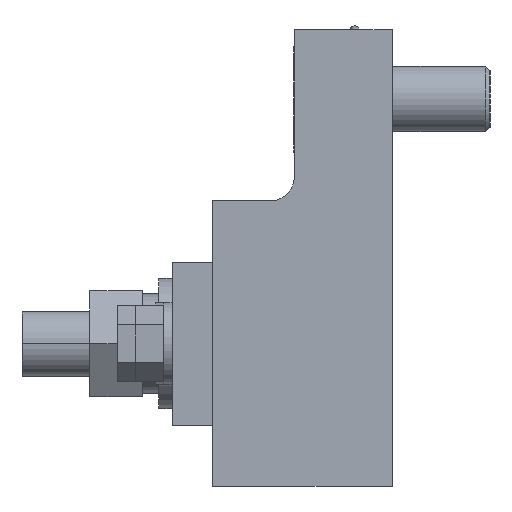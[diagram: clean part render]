
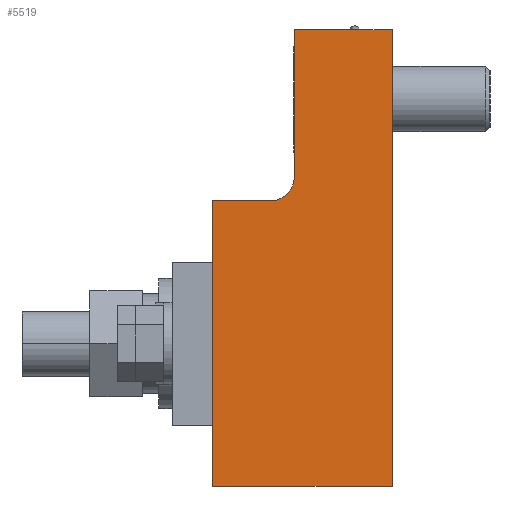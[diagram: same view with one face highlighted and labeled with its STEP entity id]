
A CAD part, left-side view. The second image highlights one B-rep face of the part: STEP entity #5519.
In plain terms, the highlighted face is planar.
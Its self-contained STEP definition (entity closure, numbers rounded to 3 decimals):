
#45 = EDGE_CURVE ( 'NONE', #1725, #2698, #9165, .T. ) ;
#74 = DIRECTION ( 'NONE',  ( -1., 0., 0. ) ) ;
#164 = CARTESIAN_POINT ( 'NONE',  ( -21.5, 0., 11. ) ) ;
#420 = ORIENTED_EDGE ( 'NONE', *, *, #5575, .F. ) ;
#492 = CARTESIAN_POINT ( 'NONE',  ( -74., 22., 11. ) ) ;
#720 = CARTESIAN_POINT ( 'NONE',  ( -77.5, 0., 11. ) ) ;
#1025 = CARTESIAN_POINT ( 'NONE',  ( -77.5, 22., 11. ) ) ;
#1073 = DIRECTION ( 'NONE',  ( 0., -1., 0. ) ) ;
#1154 = ORIENTED_EDGE ( 'NONE', *, *, #6258, .T. ) ;
#1292 = LINE ( 'NONE', #720, #7339 ) ;
#1725 = VERTEX_POINT ( 'NONE', #5975 ) ;
#1739 = CARTESIAN_POINT ( 'NONE',  ( -42.5, 22., 11. ) ) ;
#1867 = CARTESIAN_POINT ( 'NONE',  ( -77.5, 0., 11. ) ) ;
#2042 = DIRECTION ( 'NONE',  ( 0., 0., -1. ) ) ;
#2317 = CARTESIAN_POINT ( 'NONE',  ( -21.5, 0., 11. ) ) ;
#2489 = VECTOR ( 'NONE', #1073, 1000. ) ;
#2615 = CARTESIAN_POINT ( 'NONE',  ( -77.5, 0., 11. ) ) ;
#2698 = VERTEX_POINT ( 'NONE', #4437 ) ;
#3033 = AXIS2_PLACEMENT_3D ( 'NONE', #9271, #2042, #74 ) ;
#3332 = VECTOR ( 'NONE', #6846, 1000. ) ;
#3347 = FACE_OUTER_BOUND ( 'NONE', #11164, .T. ) ;
#3472 = VECTOR ( 'NONE', #5552, 1000. ) ;
#3609 = DIRECTION ( 'NONE',  ( 1., 0., 0. ) ) ;
#3990 = VERTEX_POINT ( 'NONE', #8895 ) ;
#4209 = CARTESIAN_POINT ( 'NONE',  ( -39.5, 12., 11. ) ) ;
#4312 = ORIENTED_EDGE ( 'NONE', *, *, #7804, .T. ) ;
#4437 = CARTESIAN_POINT ( 'NONE',  ( -39.5, 12., 11. ) ) ;
#4438 = ORIENTED_EDGE ( 'NONE', *, *, #45, .T. ) ;
#5519 = ADVANCED_FACE ( 'NONE', ( #3347 ), #7385, .F. ) ;
#5552 = DIRECTION ( 'NONE',  ( 0., 1., 0. ) ) ;
#5575 = EDGE_CURVE ( 'NONE', #1725, #8504, #11239, .T. ) ;
#5975 = CARTESIAN_POINT ( 'NONE',  ( -21.5, 12., 11. ) ) ;
#6190 = VERTEX_POINT ( 'NONE', #1025 ) ;
#6258 = EDGE_CURVE ( 'NONE', #3990, #11019, #9374, .T. ) ;
#6639 = CIRCLE ( 'NONE', #9749, 3. ) ;
#6786 = EDGE_CURVE ( 'NONE', #10379, #8504, #7790, .T. ) ;
#6846 = DIRECTION ( 'NONE',  ( -1., 0., 0. ) ) ;
#6863 = ORIENTED_EDGE ( 'NONE', *, *, #10798, .T. ) ;
#7219 = VECTOR ( 'NONE', #3609, 1000. ) ;
#7339 = VECTOR ( 'NONE', #8044, 1000. ) ;
#7385 = PLANE ( 'NONE',  #3033 ) ;
#7790 = LINE ( 'NONE', #2615, #7219 ) ;
#7804 = EDGE_CURVE ( 'NONE', #6190, #10379, #1292, .T. ) ;
#8044 = DIRECTION ( 'NONE',  ( 0., -1., 0. ) ) ;
#8053 = DIRECTION ( 'NONE',  ( 1., 0., 0. ) ) ;
#8504 = VERTEX_POINT ( 'NONE', #2317 ) ;
#8562 = LINE ( 'NONE', #492, #3332 ) ;
#8895 = CARTESIAN_POINT ( 'NONE',  ( -42.5, 15., 11. ) ) ;
#9081 = ORIENTED_EDGE ( 'NONE', *, *, #10879, .T. ) ;
#9165 = LINE ( 'NONE', #4209, #10877 ) ;
#9271 = CARTESIAN_POINT ( 'NONE',  ( -77.5, 22., 11. ) ) ;
#9283 = ORIENTED_EDGE ( 'NONE', *, *, #6786, .T. ) ;
#9305 = CARTESIAN_POINT ( 'NONE',  ( -42.5, 27., 11. ) ) ;
#9374 = LINE ( 'NONE', #9305, #3472 ) ;
#9749 = AXIS2_PLACEMENT_3D ( 'NONE', #10871, #10836, #8053 ) ;
#10379 = VERTEX_POINT ( 'NONE', #1867 ) ;
#10631 = DIRECTION ( 'NONE',  ( -1., 0., 0. ) ) ;
#10798 = EDGE_CURVE ( 'NONE', #11019, #6190, #8562, .T. ) ;
#10836 = DIRECTION ( 'NONE',  ( 0., 0., -1. ) ) ;
#10871 = CARTESIAN_POINT ( 'NONE',  ( -39.5, 15., 11. ) ) ;
#10877 = VECTOR ( 'NONE', #10631, 1000. ) ;
#10879 = EDGE_CURVE ( 'NONE', #2698, #3990, #6639, .T. ) ;
#11019 = VERTEX_POINT ( 'NONE', #1739 ) ;
#11164 = EDGE_LOOP ( 'NONE', ( #6863, #4312, #9283, #420, #4438, #9081, #1154 ) ) ;
#11239 = LINE ( 'NONE', #164, #2489 ) ;
